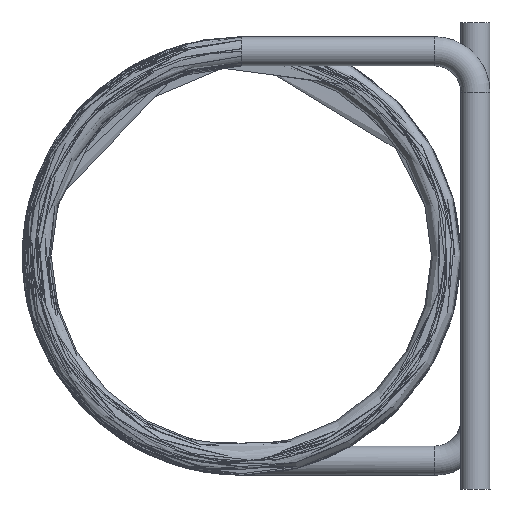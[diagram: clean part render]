
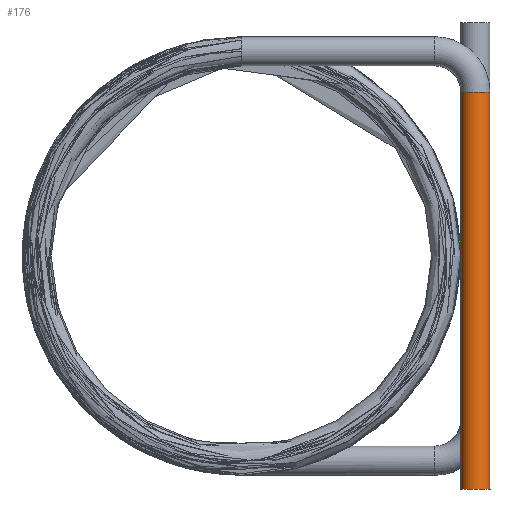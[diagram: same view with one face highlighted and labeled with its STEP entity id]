
A CAD part, left-side view. The second image highlights one B-rep face of the part: STEP entity #176.
In plain terms, the highlighted cylindrical face has radius 0.25 mm (diameter 0.5 mm), a partial arc.
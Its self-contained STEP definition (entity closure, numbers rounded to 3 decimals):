
#176 = ADVANCED_FACE ( 'NONE', ( #2383 ), #3122, .T. ) ;
#781 = EDGE_CURVE ( 'NONE', #1385, #2092, #2590, .T. ) ;
#829 = ORIENTED_EDGE ( 'NONE', *, *, #781, .T. ) ;
#962 = VECTOR ( 'NONE', #1732, 1000. ) ;
#1016 = CARTESIAN_POINT ( 'NONE',  ( -0.462, 0.75, -3.99 ) ) ;
#1031 = CIRCLE ( 'NONE', #3435, 0.25 ) ;
#1257 = EDGE_LOOP ( 'NONE', ( #2886, #1485, #3951, #829 ) ) ;
#1385 = VERTEX_POINT ( 'NONE', #1016 ) ;
#1485 = ORIENTED_EDGE ( 'NONE', *, *, #1575, .F. ) ;
#1554 = AXIS2_PLACEMENT_3D ( 'NONE', #2564, #2125, #3236 ) ;
#1575 = EDGE_CURVE ( 'NONE', #1940, #2312, #1031, .T. ) ;
#1703 = AXIS2_PLACEMENT_3D ( 'NONE', #4608, #3918, #3148 ) ;
#1732 = DIRECTION ( 'NONE',  ( 0., 0., -1. ) ) ;
#1768 = DIRECTION ( 'NONE',  ( 0., 0., 1. ) ) ;
#1940 = VERTEX_POINT ( 'NONE', #3489 ) ;
#2006 = CARTESIAN_POINT ( 'NONE',  ( -0.462, 0.75, 2.8 ) ) ;
#2092 = VERTEX_POINT ( 'NONE', #4613 ) ;
#2125 = DIRECTION ( 'NONE',  ( 0., 0., 1. ) ) ;
#2312 = VERTEX_POINT ( 'NONE', #2689 ) ;
#2352 = DIRECTION ( 'NONE',  ( 0., 0., -1. ) ) ;
#2383 = FACE_OUTER_BOUND ( 'NONE', #1257, .T. ) ;
#2477 = CARTESIAN_POINT ( 'NONE',  ( -0.462, 0.5, 2.8 ) ) ;
#2564 = CARTESIAN_POINT ( 'NONE',  ( -0.462, 0.5, -3.99 ) ) ;
#2590 = CIRCLE ( 'NONE', #1554, 0.25 ) ;
#2689 = CARTESIAN_POINT ( 'NONE',  ( -0.462, 0.25, 2.8 ) ) ;
#2799 = EDGE_CURVE ( 'NONE', #1940, #1385, #4602, .T. ) ;
#2820 = CARTESIAN_POINT ( 'NONE',  ( -0.462, 0.25, 2.8 ) ) ;
#2846 = LINE ( 'NONE', #2820, #962 ) ;
#2886 = ORIENTED_EDGE ( 'NONE', *, *, #4615, .F. ) ;
#3122 = CYLINDRICAL_SURFACE ( 'NONE', #1703, 0.25 ) ;
#3148 = DIRECTION ( 'NONE',  ( 0., 1., 0. ) ) ;
#3236 = DIRECTION ( 'NONE',  ( 1., 0., 0. ) ) ;
#3435 = AXIS2_PLACEMENT_3D ( 'NONE', #2477, #1768, #4685 ) ;
#3489 = CARTESIAN_POINT ( 'NONE',  ( -0.462, 0.75, 2.8 ) ) ;
#3918 = DIRECTION ( 'NONE',  ( 0., 0., -1. ) ) ;
#3951 = ORIENTED_EDGE ( 'NONE', *, *, #2799, .T. ) ;
#3990 = VECTOR ( 'NONE', #2352, 1000. ) ;
#4602 = LINE ( 'NONE', #2006, #3990 ) ;
#4608 = CARTESIAN_POINT ( 'NONE',  ( -0.462, 0.5, 2.8 ) ) ;
#4613 = CARTESIAN_POINT ( 'NONE',  ( -0.462, 0.25, -3.99 ) ) ;
#4615 = EDGE_CURVE ( 'NONE', #2312, #2092, #2846, .T. ) ;
#4685 = DIRECTION ( 'NONE',  ( 1., 0., 0. ) ) ;
